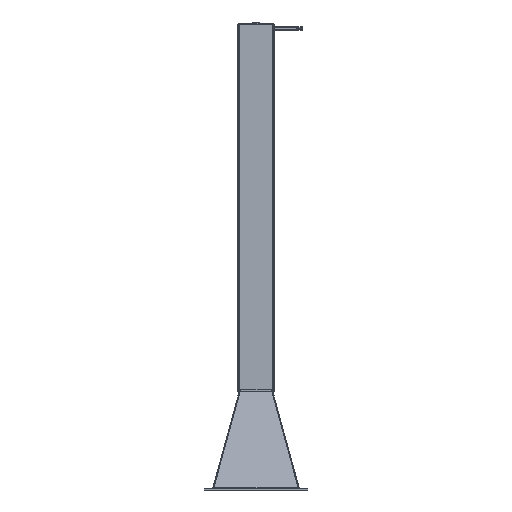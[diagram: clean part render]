
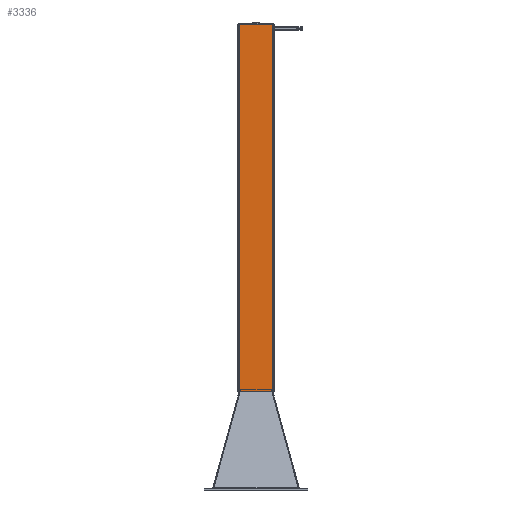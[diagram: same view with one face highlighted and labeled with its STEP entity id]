
A CAD part, left-side view. The second image highlights one B-rep face of the part: STEP entity #3336.
In plain terms, the highlighted face is planar.
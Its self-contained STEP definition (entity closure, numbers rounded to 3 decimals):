
#3336=ADVANCED_FACE('',(#5882),#5883,.T.);
#5882=FACE_OUTER_BOUND('',#13829,.T.);
#5883=PLANE('',#13830);
#13829=EDGE_LOOP('',(#18926,#18927,#18928,#18929));
#13830=AXIS2_PLACEMENT_3D('',#18930,#18931,#18932);
#18926=ORIENTED_EDGE('',*,*,#19298,.T.);
#18927=ORIENTED_EDGE('',*,*,#20446,.F.);
#18928=ORIENTED_EDGE('',*,*,#20540,.T.);
#18929=ORIENTED_EDGE('',*,*,#20315,.T.);
#18930=CARTESIAN_POINT('',(0.,-150.,0.));
#18931=DIRECTION('',(0.,-1.,0.));
#18932=DIRECTION('',(1.,0.,0.));
#19298=EDGE_CURVE('',#21201,#21199,#21202,.T.);
#20315=EDGE_CURVE('',#22815,#21201,#22816,.T.);
#20446=EDGE_CURVE('',#22996,#21199,#22998,.T.);
#20540=EDGE_CURVE('',#22996,#22815,#23128,.T.);
#21199=VERTEX_POINT('',#23967);
#21201=VERTEX_POINT('',#23969);
#21202=LINE('',#23970,#23971);
#22815=VERTEX_POINT('',#28306);
#22816=LINE('',#28307,#28308);
#22996=VERTEX_POINT('',#28800);
#22998=LINE('',#28802,#28803);
#23128=LINE('',#29085,#29086);
#23967=CARTESIAN_POINT('',(-135.,-150.,3000.));
#23969=CARTESIAN_POINT('',(135.,-150.,3000.));
#23970=CARTESIAN_POINT('',(-135.,-150.,3000.));
#23971=VECTOR('',#30746,1.);
#28306=CARTESIAN_POINT('',(135.,-150.,0.));
#28307=CARTESIAN_POINT('',(135.,-150.,0.));
#28308=VECTOR('',#31736,1.);
#28800=CARTESIAN_POINT('',(-135.,-150.,0.));
#28802=CARTESIAN_POINT('',(-135.,-150.,0.));
#28803=VECTOR('',#31845,1.);
#29085=CARTESIAN_POINT('',(-135.,-150.,0.));
#29086=VECTOR('',#31938,1.);
#30746=DIRECTION('',(-1.,0.,0.));
#31736=DIRECTION('',(0.,0.,1.));
#31845=DIRECTION('',(0.,0.,1.));
#31938=DIRECTION('',(1.,0.,0.));
